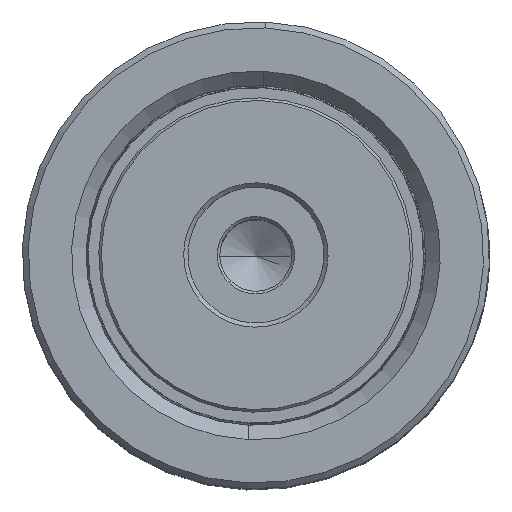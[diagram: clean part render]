
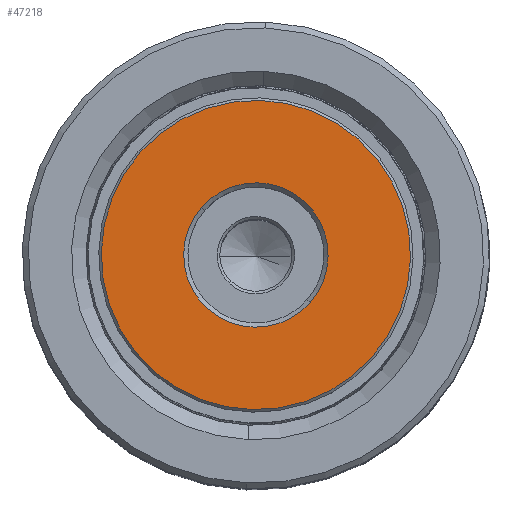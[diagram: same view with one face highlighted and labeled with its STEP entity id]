
A CAD part, top view. The second image highlights one B-rep face of the part: STEP entity #47218.
In plain terms, the highlighted face is planar.
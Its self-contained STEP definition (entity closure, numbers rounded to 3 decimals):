
#1319 = DIRECTION ( 'NONE',  ( 1., 0., 0. ) ) ;
#3716 = ORIENTED_EDGE ( 'NONE', *, *, #23071, .T. ) ;
#5614 = CIRCLE ( 'NONE', #6095, 8.5 ) ;
#6095 = AXIS2_PLACEMENT_3D ( 'NONE', #38795, #53564, #1319 ) ;
#6434 = DIRECTION ( 'NONE',  ( 1., 0., 0. ) ) ;
#7343 = DIRECTION ( 'NONE',  ( 0., 0., -1. ) ) ;
#7484 = CARTESIAN_POINT ( 'NONE',  ( 18.2, 0., 0. ) ) ;
#8825 = AXIS2_PLACEMENT_3D ( 'NONE', #55493, #31751, #27370 ) ;
#9860 = EDGE_CURVE ( 'NONE', #40224, #50969, #18938, .T. ) ;
#14948 = EDGE_CURVE ( 'NONE', #24492, #42301, #54655, .T. ) ;
#17222 = EDGE_LOOP ( 'NONE', ( #44160, #3716 ) ) ;
#18938 = CIRCLE ( 'NONE', #8825, 8.5 ) ;
#19959 = AXIS2_PLACEMENT_3D ( 'NONE', #21932, #7343, #59828 ) ;
#20272 = CARTESIAN_POINT ( 'NONE',  ( 0., 0., 0. ) ) ;
#21932 = CARTESIAN_POINT ( 'NONE',  ( 0., 0., 0. ) ) ;
#23071 = EDGE_CURVE ( 'NONE', #42301, #24492, #61460, .T. ) ;
#24492 = VERTEX_POINT ( 'NONE', #7484 ) ;
#27263 = CARTESIAN_POINT ( 'NONE',  ( -18.2, 0., 0. ) ) ;
#27370 = DIRECTION ( 'NONE',  ( 1., 0., 0. ) ) ;
#27591 = AXIS2_PLACEMENT_3D ( 'NONE', #49130, #39382, #6434 ) ;
#28227 = EDGE_CURVE ( 'NONE', #50969, #40224, #5614, .T. ) ;
#30645 = ORIENTED_EDGE ( 'NONE', *, *, #28227, .T. ) ;
#31751 = DIRECTION ( 'NONE',  ( 0., 0., 1. ) ) ;
#36486 = CARTESIAN_POINT ( 'NONE',  ( 8.5, 0., 0. ) ) ;
#37663 = AXIS2_PLACEMENT_3D ( 'NONE', #20272, #58592, #39462 ) ;
#38795 = CARTESIAN_POINT ( 'NONE',  ( 0., 0., 0. ) ) ;
#39129 = ORIENTED_EDGE ( 'NONE', *, *, #9860, .T. ) ;
#39194 = FACE_BOUND ( 'NONE', #43661, .T. ) ;
#39382 = DIRECTION ( 'NONE',  ( 0., 0., 1. ) ) ;
#39462 = DIRECTION ( 'NONE',  ( 1., 0., 0. ) ) ;
#40224 = VERTEX_POINT ( 'NONE', #36486 ) ;
#42301 = VERTEX_POINT ( 'NONE', #27263 ) ;
#43661 = EDGE_LOOP ( 'NONE', ( #30645, #39129 ) ) ;
#44160 = ORIENTED_EDGE ( 'NONE', *, *, #14948, .T. ) ;
#47218 = ADVANCED_FACE ( 'NONE', ( #55571, #39194 ), #48513, .F. ) ;
#48513 = PLANE ( 'NONE',  #27591 ) ;
#49130 = CARTESIAN_POINT ( 'NONE',  ( 0., 0., 0. ) ) ;
#50258 = CARTESIAN_POINT ( 'NONE',  ( -8.5, 0., 0. ) ) ;
#50969 = VERTEX_POINT ( 'NONE', #50258 ) ;
#53564 = DIRECTION ( 'NONE',  ( 0., 0., 1. ) ) ;
#54655 = CIRCLE ( 'NONE', #37663, 18.2 ) ;
#55493 = CARTESIAN_POINT ( 'NONE',  ( 0., 0., 0. ) ) ;
#55571 = FACE_OUTER_BOUND ( 'NONE', #17222, .T. ) ;
#58592 = DIRECTION ( 'NONE',  ( 0., 0., -1. ) ) ;
#59828 = DIRECTION ( 'NONE',  ( 1., 0., 0. ) ) ;
#61460 = CIRCLE ( 'NONE', #19959, 18.2 ) ;
